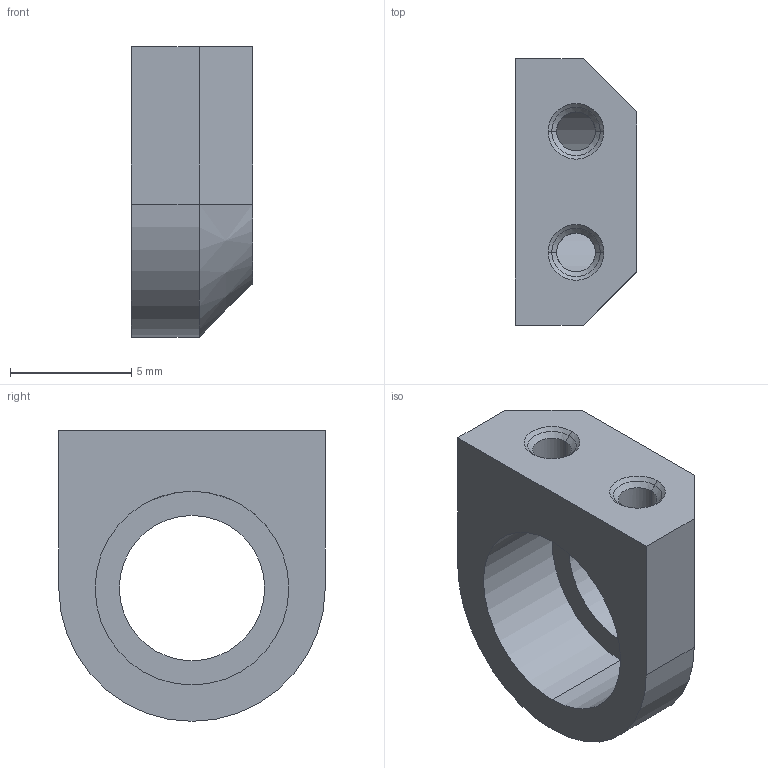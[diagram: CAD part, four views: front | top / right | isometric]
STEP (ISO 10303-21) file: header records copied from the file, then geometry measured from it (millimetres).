
FILE_DESCRIPTION((''),'2;1');
FILE_NAME('TDC_NECK_UML_HOLD_BACK','2021-11-17T17:40:11',('rein_je'),(''),'CREO PARAMETRIC BY PTC INC, 2019471','CREO PARAMETRIC BY PTC INC, 2019471','');
FILE_SCHEMA(('AUTOMOTIVE_DESIGN { 1 0 10303 214 1 1 1 1 }'));
Length unit declared in the file: millimetre
Products named in the file (1): TDC_NECK_UML_HOLD_BACK
Bounding box: 5 x 11 x 12 mm (x, y, z)
Volume: 283.6 mm3; surface area: 515.8 mm2
Topology: 1 solids, 3 shells, 28 faces, 71 edges, 52 vertices
Faces by surface type: cylinder 13, plane 10, cone 5
Entity records: 1021 total; most frequent: CARTESIAN_POINT 187, DIRECTION 164, ORIENTED_EDGE 126, EDGE_CURVE 67, AXIS2_PLACEMENT_3D 64, VERTEX_POINT 44, COLOUR_RGB 39, EDGE_LOOP 37
